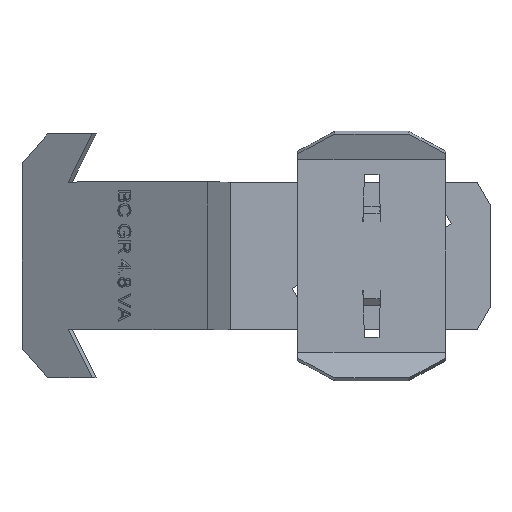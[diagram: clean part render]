
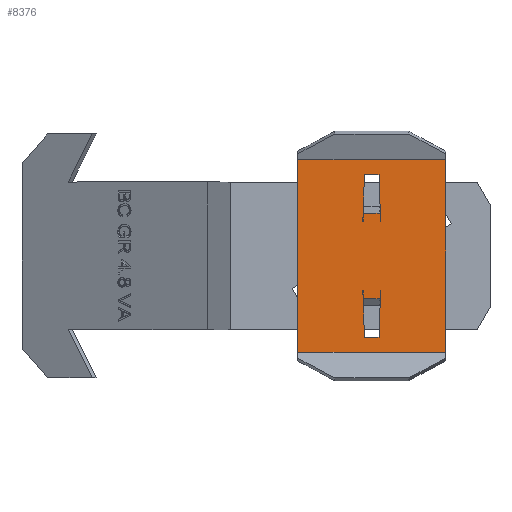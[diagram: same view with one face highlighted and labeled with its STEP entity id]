
A CAD part, top view. The second image highlights one B-rep face of the part: STEP entity #8376.
In plain terms, the highlighted planar face has unit normal (0, 0, 1).
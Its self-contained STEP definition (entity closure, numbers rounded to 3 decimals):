
#7609=DIRECTION('',(0.,1.,0.));
#7610=VECTOR('',#7609,26.);
#7611=CARTESIAN_POINT('',(37.307,-13.,-1.921));
#7612=LINE('',#7611,#7610);
#7681=DIRECTION('',(1.,0.,0.));
#7682=VECTOR('',#7681,20.);
#7683=CARTESIAN_POINT('',(37.307,-13.,-1.921));
#7684=LINE('',#7683,#7682);
#7685=DIRECTION('',(0.,1.,0.));
#7686=VECTOR('',#7685,26.);
#7687=CARTESIAN_POINT('',(57.307,-13.,-1.921));
#7688=LINE('',#7687,#7686);
#7689=DIRECTION('',(-1.,0.,0.));
#7690=VECTOR('',#7689,0.051);
#7691=CARTESIAN_POINT('',(48.509,4.7,-1.921));
#7692=LINE('',#7691,#7690);
#7693=DIRECTION('',(-0.034,0.999,0.));
#7694=VECTOR('',#7693,6.294);
#7695=CARTESIAN_POINT('',(48.509,4.7,-1.921));
#7696=LINE('',#7695,#7694);
#7697=DIRECTION('',(1.,0.,0.));
#7698=VECTOR('',#7697,1.97);
#7699=CARTESIAN_POINT('',(46.321,10.99,-1.921));
#7700=LINE('',#7699,#7698);
#7701=DIRECTION('',(-0.034,-0.999,0.));
#7702=VECTOR('',#7701,6.294);
#7703=CARTESIAN_POINT('',(46.321,10.99,-1.921));
#7704=LINE('',#7703,#7702);
#7705=DIRECTION('',(-1.,0.,0.));
#7706=VECTOR('',#7705,0.051);
#7707=CARTESIAN_POINT('',(46.156,4.7,-1.921));
#7708=LINE('',#7707,#7706);
#7709=DIRECTION('',(-1.,0.,0.));
#7710=VECTOR('',#7709,2.294);
#7711=CARTESIAN_POINT('',(48.454,5.75,-1.921));
#7712=LINE('',#7711,#7710);
#7713=DIRECTION('',(0.034,-0.999,0.));
#7714=VECTOR('',#7713,6.294);
#7715=CARTESIAN_POINT('',(46.104,-4.7,-1.921));
#7716=LINE('',#7715,#7714);
#7717=DIRECTION('',(-1.,0.,0.));
#7718=VECTOR('',#7717,1.97);
#7719=CARTESIAN_POINT('',(48.292,-10.99,-1.921));
#7720=LINE('',#7719,#7718);
#7721=DIRECTION('',(0.034,0.999,0.));
#7722=VECTOR('',#7721,6.294);
#7723=CARTESIAN_POINT('',(48.292,-10.99,-1.921));
#7724=LINE('',#7723,#7722);
#7737=DIRECTION('',(1.,0.,0.));
#7738=VECTOR('',#7737,20.);
#7739=CARTESIAN_POINT('',(37.307,13.,-1.921));
#7740=LINE('',#7739,#7738);
#7765=DIRECTION('',(0.004,-1.,0.));
#7766=VECTOR('',#7765,1.05);
#7767=CARTESIAN_POINT('',(48.454,5.75,-1.921));
#7768=LINE('',#7767,#7766);
#7801=DIRECTION('',(0.004,1.,0.));
#7802=VECTOR('',#7801,1.05);
#7803=CARTESIAN_POINT('',(46.156,4.7,-1.921));
#7804=LINE('',#7803,#7802);
#7905=DIRECTION('',(-1.,0.,0.));
#7906=VECTOR('',#7905,0.051);
#7907=CARTESIAN_POINT('',(48.509,-4.7,-1.921));
#7908=LINE('',#7907,#7906);
#7909=DIRECTION('',(-0.004,-1.,0.));
#7910=VECTOR('',#7909,1.05);
#7911=CARTESIAN_POINT('',(48.458,-4.7,-1.921));
#7912=LINE('',#7911,#7910);
#7989=DIRECTION('',(-1.,0.,0.));
#7990=VECTOR('',#7989,2.294);
#7991=CARTESIAN_POINT('',(48.454,-5.75,
-1.921));
#7992=LINE('',#7991,#7990);
#8001=DIRECTION('',(-0.004,1.,0.));
#8002=VECTOR('',#8001,1.05);
#8003=CARTESIAN_POINT('',(46.16,-5.75,
-1.921));
#8004=LINE('',#8003,#8002);
#8005=DIRECTION('',(-1.,0.,0.));
#8006=VECTOR('',#8005,0.051);
#8007=CARTESIAN_POINT('',(46.156,-4.7,-1.921));
#8008=LINE('',#8007,#8006);
#8031=CARTESIAN_POINT('',(37.307,13.,-1.921));
#8032=CARTESIAN_POINT('',(57.307,13.,-1.921));
#8033=VERTEX_POINT('',#8031);
#8034=VERTEX_POINT('',#8032);
#8073=CARTESIAN_POINT('',(37.307,-13.,-1.921));
#8074=VERTEX_POINT('',#8073);
#8075=CARTESIAN_POINT('',(57.307,-13.,-1.921));
#8076=VERTEX_POINT('',#8075);
#8077=CARTESIAN_POINT('',(46.156,4.7,-1.921));
#8078=VERTEX_POINT('',#8077);
#8079=CARTESIAN_POINT('',(46.104,4.7,-1.921));
#8080=VERTEX_POINT('',#8079);
#8081=CARTESIAN_POINT('',(48.458,4.7,-1.921));
#8082=VERTEX_POINT('',#8081);
#8083=CARTESIAN_POINT('',(48.509,4.7,-1.921));
#8084=VERTEX_POINT('',#8083);
#8085=CARTESIAN_POINT('',(48.292,10.99,-1.921));
#8087=VERTEX_POINT('',#8085);
#8090=CARTESIAN_POINT('',(46.321,10.99,-1.921));
#8092=VERTEX_POINT('',#8090);
#8097=CARTESIAN_POINT('',(48.454,5.75,-1.921));
#8098=CARTESIAN_POINT('',(46.16,5.75,-1.921));
#8099=VERTEX_POINT('',#8097);
#8100=VERTEX_POINT('',#8098);
#8117=CARTESIAN_POINT('',(46.156,-4.7,-1.921));
#8118=VERTEX_POINT('',#8117);
#8119=CARTESIAN_POINT('',(46.104,-4.7,-1.921));
#8120=VERTEX_POINT('',#8119);
#8121=CARTESIAN_POINT('',(48.458,-4.7,-1.921));
#8122=VERTEX_POINT('',#8121);
#8123=CARTESIAN_POINT('',(48.509,-4.7,-1.921));
#8124=VERTEX_POINT('',#8123);
#8125=CARTESIAN_POINT('',(48.292,-10.99,-1.921));
#8127=VERTEX_POINT('',#8125);
#8130=CARTESIAN_POINT('',(46.321,-10.99,-1.921));
#8132=VERTEX_POINT('',#8130);
#8137=CARTESIAN_POINT('',(48.454,-5.75,
-1.921));
#8138=CARTESIAN_POINT('',(46.16,-5.75,
-1.921));
#8139=VERTEX_POINT('',#8137);
#8140=VERTEX_POINT('',#8138);
#8328=CARTESIAN_POINT('',(37.107,13.26,-1.921));
#8329=DIRECTION('',(0.,0.,1.));
#8330=DIRECTION('',(1.,0.,0.));
#8331=AXIS2_PLACEMENT_3D('',#8328,#8329,#8330);
#8332=PLANE('',#8331);
#8333=ORIENTED_EDGE('',*,*,#8273,.F.);
#8334=ORIENTED_EDGE('',*,*,#8223,.T.);
#8336=ORIENTED_EDGE('',*,*,#8335,.T.);
#8337=ORIENTED_EDGE('',*,*,#8314,.F.);
#8338=EDGE_LOOP('',(#8333,#8334,#8336,#8337));
#8339=FACE_OUTER_BOUND('',#8338,.F.);
#8341=ORIENTED_EDGE('',*,*,#8340,.T.);
#8343=ORIENTED_EDGE('',*,*,#8342,.F.);
#8345=ORIENTED_EDGE('',*,*,#8344,.T.);
#8347=ORIENTED_EDGE('',*,*,#8346,.F.);
#8349=ORIENTED_EDGE('',*,*,#8348,.T.);
#8351=ORIENTED_EDGE('',*,*,#8350,.F.);
#8353=ORIENTED_EDGE('',*,*,#8352,.T.);
#8355=ORIENTED_EDGE('',*,*,#8354,.F.);
#8356=EDGE_LOOP('',(#8341,#8343,#8345,#8347,#8349,#8351,#8353,#8355));
#8357=FACE_BOUND('',#8356,.F.);
#8359=ORIENTED_EDGE('',*,*,#8358,.T.);
#8361=ORIENTED_EDGE('',*,*,#8360,.F.);
#8363=ORIENTED_EDGE('',*,*,#8362,.T.);
#8365=ORIENTED_EDGE('',*,*,#8364,.T.);
#8367=ORIENTED_EDGE('',*,*,#8366,.T.);
#8369=ORIENTED_EDGE('',*,*,#8368,.T.);
#8371=ORIENTED_EDGE('',*,*,#8370,.T.);
#8373=ORIENTED_EDGE('',*,*,#8372,.T.);
#8374=EDGE_LOOP('',(#8359,#8361,#8363,#8365,#8367,#8369,#8371,#8373));
#8375=FACE_BOUND('',#8374,.F.);
#8376=ADVANCED_FACE('',(#8339,#8357,#8375),#8332,.T.);
#8223=EDGE_CURVE('',#8074,#8033,#7612,.T.);
#8273=EDGE_CURVE('',#8074,#8076,#7684,.T.);
#8314=EDGE_CURVE('',#8076,#8034,#7688,.T.);
#8335=EDGE_CURVE('',#8033,#8034,#7740,.T.);
#8340=EDGE_CURVE('',#8099,#8082,#7768,.T.);
#8342=EDGE_CURVE('',#8084,#8082,#7692,.T.);
#8344=EDGE_CURVE('',#8084,#8087,#7696,.T.);
#8346=EDGE_CURVE('',#8092,#8087,#7700,.T.);
#8348=EDGE_CURVE('',#8092,#8080,#7704,.T.);
#8350=EDGE_CURVE('',#8078,#8080,#7708,.T.);
#8352=EDGE_CURVE('',#8078,#8100,#7804,.T.);
#8354=EDGE_CURVE('',#8099,#8100,#7712,.T.);
#8358=EDGE_CURVE('',#8120,#8132,#7716,.T.);
#8360=EDGE_CURVE('',#8127,#8132,#7720,.T.);
#8362=EDGE_CURVE('',#8127,#8124,#7724,.T.);
#8364=EDGE_CURVE('',#8124,#8122,#7908,.T.);
#8366=EDGE_CURVE('',#8122,#8139,#7912,.T.);
#8368=EDGE_CURVE('',#8139,#8140,#7992,.T.);
#8370=EDGE_CURVE('',#8140,#8118,#8004,.T.);
#8372=EDGE_CURVE('',#8118,#8120,#8008,.T.);
